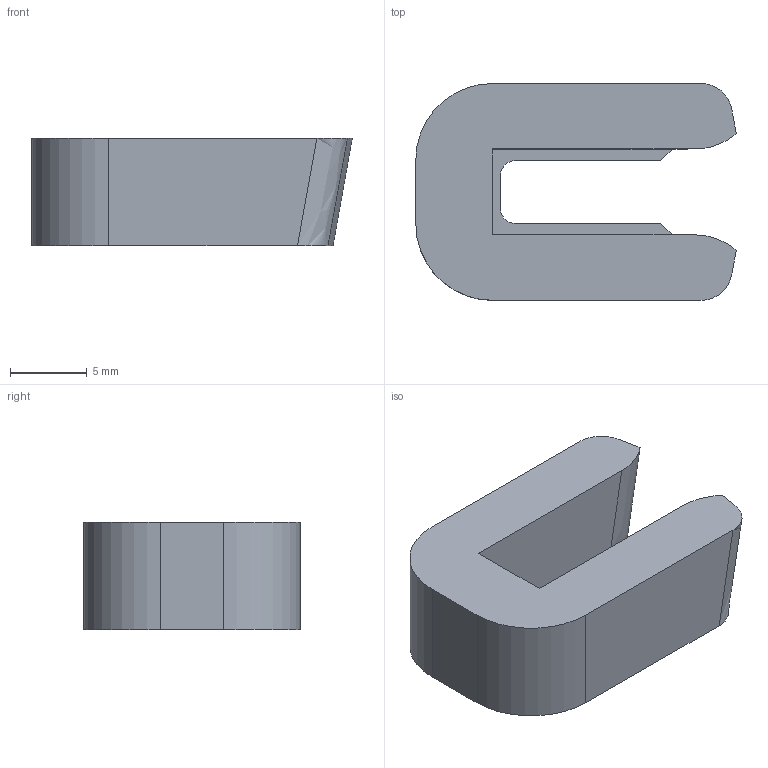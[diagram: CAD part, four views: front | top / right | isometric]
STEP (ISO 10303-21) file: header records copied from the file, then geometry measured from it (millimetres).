
FILE_DESCRIPTION(/* description */ (''),/* implementation_level */ '2;1');
FILE_NAME(/* name */ 'fit-test.step',/* time_stamp */ '2023-09-02T11:41:32-04:00',/* author */ (''),/* organization */ (''),/* preprocessor_version */ 'ST-DEVELOPER v20',/* originating_system */ 'Autodesk Translation Framework v12.9.0.99',/* authorisation */ '');
FILE_SCHEMA (('AUTOMOTIVE_DESIGN { 1 0 10303 214 3 1 1 }'));
Length unit declared in the file: millimetre
Products named in the file (1): fit-test
Bounding box: 20.88 x 14.13 x 7 mm (x, y, z)
Volume: 1316.7 mm3; surface area: 1046.4 mm2
Topology: 1 solids, 1 shells, 25 faces, 69 edges, 46 vertices
Faces by surface type: plane 15, bspline 4, cylinder 4, cone 2
Entity records: 1167 total; most frequent: CARTESIAN_POINT 530, ORIENTED_EDGE 138, DIRECTION 106, EDGE_CURVE 69, VERTEX_POINT 46, LINE 38, VECTOR 38, AXIS2_PLACEMENT_3D 34
